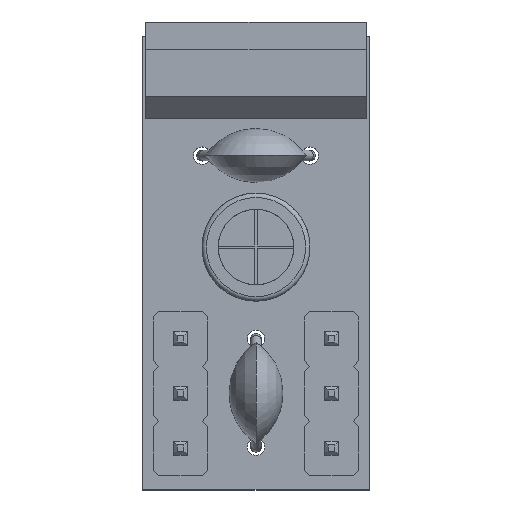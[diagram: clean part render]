
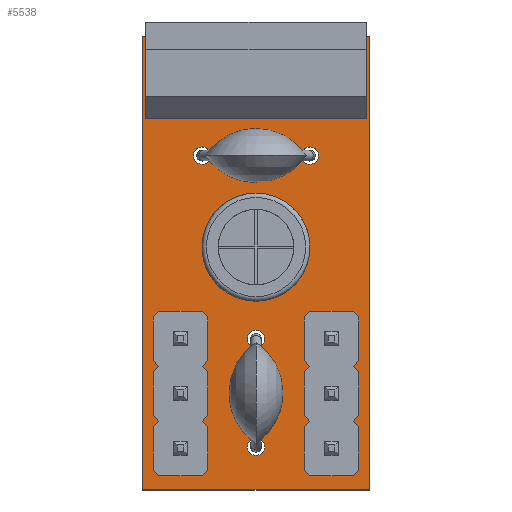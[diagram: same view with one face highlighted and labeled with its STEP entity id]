
A CAD part, top view. The second image highlights one B-rep face of the part: STEP entity #5538.
In plain terms, the highlighted planar face has unit normal (0, 0, 1).
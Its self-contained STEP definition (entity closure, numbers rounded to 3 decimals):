
#5261 = VERTEX_POINT('',#5262);
#5262 = CARTESIAN_POINT('',(125.5,-50.5,1.51));
#5268 = EDGE_CURVE('',#5261,#5269,#5271,.T.);
#5269 = VERTEX_POINT('',#5270);
#5270 = CARTESIAN_POINT('',(115.,-50.5,1.51));
#5271 = LINE('',#5272,#5273);
#5272 = CARTESIAN_POINT('',(125.5,-50.5,1.51));
#5273 = VECTOR('',#5274,1.);
#5274 = DIRECTION('',(-1.,0.,0.));
#5301 = VERTEX_POINT('',#5302);
#5302 = CARTESIAN_POINT('',(125.5,-29.5,1.51));
#5308 = EDGE_CURVE('',#5301,#5261,#5309,.T.);
#5309 = LINE('',#5310,#5311);
#5310 = CARTESIAN_POINT('',(125.5,-29.5,1.51));
#5311 = VECTOR('',#5312,1.);
#5312 = DIRECTION('',(0.,-1.,0.));
#5330 = EDGE_CURVE('',#5269,#5331,#5333,.T.);
#5331 = VERTEX_POINT('',#5332);
#5332 = CARTESIAN_POINT('',(115.,-29.5,1.51));
#5333 = LINE('',#5334,#5335);
#5334 = CARTESIAN_POINT('',(115.,-50.5,1.51));
#5335 = VECTOR('',#5336,1.);
#5336 = DIRECTION('',(0.,1.,0.));
#5538 = ADVANCED_FACE('',(#5539,#5550,#5561,#5572,#5583,#5594,#5605,
    #5616,#5627,#5638,#5649,#5660,#5671,#5682,#5693,#5704),#5715,.T.);
#5539 = FACE_BOUND('',#5540,.T.);
#5540 = EDGE_LOOP('',(#5541,#5542,#5543,#5549));
#5541 = ORIENTED_EDGE('',*,*,#5268,.F.);
#5542 = ORIENTED_EDGE('',*,*,#5308,.F.);
#5543 = ORIENTED_EDGE('',*,*,#5544,.F.);
#5544 = EDGE_CURVE('',#5331,#5301,#5545,.T.);
#5545 = LINE('',#5546,#5547);
#5546 = CARTESIAN_POINT('',(115.,-29.5,1.51));
#5547 = VECTOR('',#5548,1.);
#5548 = DIRECTION('',(1.,0.,0.));
#5549 = ORIENTED_EDGE('',*,*,#5330,.F.);
#5550 = FACE_BOUND('',#5551,.T.);
#5551 = EDGE_LOOP('',(#5552));
#5552 = ORIENTED_EDGE('',*,*,#5553,.T.);
#5553 = EDGE_CURVE('',#5554,#5554,#5556,.T.);
#5554 = VERTEX_POINT('',#5555);
#5555 = CARTESIAN_POINT('',(116.75,-49.08,1.51));
#5556 = CIRCLE('',#5557,0.5);
#5557 = AXIS2_PLACEMENT_3D('',#5558,#5559,#5560);
#5558 = CARTESIAN_POINT('',(116.75,-48.58,1.51));
#5559 = DIRECTION('',(-0.,0.,-1.));
#5560 = DIRECTION('',(-0.,-1.,0.));
#5561 = FACE_BOUND('',#5562,.T.);
#5562 = EDGE_LOOP('',(#5563));
#5563 = ORIENTED_EDGE('',*,*,#5564,.T.);
#5564 = EDGE_CURVE('',#5565,#5565,#5567,.T.);
#5565 = VERTEX_POINT('',#5566);
#5566 = CARTESIAN_POINT('',(116.75,-46.54,1.51));
#5567 = CIRCLE('',#5568,0.5);
#5568 = AXIS2_PLACEMENT_3D('',#5569,#5570,#5571);
#5569 = CARTESIAN_POINT('',(116.75,-46.04,1.51));
#5570 = DIRECTION('',(-0.,0.,-1.));
#5571 = DIRECTION('',(-0.,-1.,0.));
#5572 = FACE_BOUND('',#5573,.T.);
#5573 = EDGE_LOOP('',(#5574));
#5574 = ORIENTED_EDGE('',*,*,#5575,.T.);
#5575 = EDGE_CURVE('',#5576,#5576,#5578,.T.);
#5576 = VERTEX_POINT('',#5577);
#5577 = CARTESIAN_POINT('',(116.75,-44.,1.51));
#5578 = CIRCLE('',#5579,0.5);
#5579 = AXIS2_PLACEMENT_3D('',#5580,#5581,#5582);
#5580 = CARTESIAN_POINT('',(116.75,-43.5,1.51));
#5581 = DIRECTION('',(-0.,0.,-1.));
#5582 = DIRECTION('',(-0.,-1.,0.));
#5583 = FACE_BOUND('',#5584,.T.);
#5584 = EDGE_LOOP('',(#5585));
#5585 = ORIENTED_EDGE('',*,*,#5586,.T.);
#5586 = EDGE_CURVE('',#5587,#5587,#5589,.T.);
#5587 = VERTEX_POINT('',#5588);
#5588 = CARTESIAN_POINT('',(120.25,-48.9,1.51));
#5589 = CIRCLE('',#5590,0.4);
#5590 = AXIS2_PLACEMENT_3D('',#5591,#5592,#5593);
#5591 = CARTESIAN_POINT('',(120.25,-48.5,1.51));
#5592 = DIRECTION('',(-0.,0.,-1.));
#5593 = DIRECTION('',(-0.,-1.,0.));
#5594 = FACE_BOUND('',#5595,.T.);
#5595 = EDGE_LOOP('',(#5596));
#5596 = ORIENTED_EDGE('',*,*,#5597,.T.);
#5597 = EDGE_CURVE('',#5598,#5598,#5600,.T.);
#5598 = VERTEX_POINT('',#5599);
#5599 = CARTESIAN_POINT('',(123.75,-49.08,1.51));
#5600 = CIRCLE('',#5601,0.5);
#5601 = AXIS2_PLACEMENT_3D('',#5602,#5603,#5604);
#5602 = CARTESIAN_POINT('',(123.75,-48.58,1.51));
#5603 = DIRECTION('',(-0.,0.,-1.));
#5604 = DIRECTION('',(-0.,-1.,0.));
#5605 = FACE_BOUND('',#5606,.T.);
#5606 = EDGE_LOOP('',(#5607));
#5607 = ORIENTED_EDGE('',*,*,#5608,.T.);
#5608 = EDGE_CURVE('',#5609,#5609,#5611,.T.);
#5609 = VERTEX_POINT('',#5610);
#5610 = CARTESIAN_POINT('',(123.75,-46.54,1.51));
#5611 = CIRCLE('',#5612,0.5);
#5612 = AXIS2_PLACEMENT_3D('',#5613,#5614,#5615);
#5613 = CARTESIAN_POINT('',(123.75,-46.04,1.51));
#5614 = DIRECTION('',(-0.,0.,-1.));
#5615 = DIRECTION('',(-0.,-1.,0.));
#5616 = FACE_BOUND('',#5617,.T.);
#5617 = EDGE_LOOP('',(#5618));
#5618 = ORIENTED_EDGE('',*,*,#5619,.T.);
#5619 = EDGE_CURVE('',#5620,#5620,#5622,.T.);
#5620 = VERTEX_POINT('',#5621);
#5621 = CARTESIAN_POINT('',(120.25,-43.9,1.51));
#5622 = CIRCLE('',#5623,0.4);
#5623 = AXIS2_PLACEMENT_3D('',#5624,#5625,#5626);
#5624 = CARTESIAN_POINT('',(120.25,-43.5,1.51));
#5625 = DIRECTION('',(-0.,0.,-1.));
#5626 = DIRECTION('',(-0.,-1.,0.));
#5627 = FACE_BOUND('',#5628,.T.);
#5628 = EDGE_LOOP('',(#5629));
#5629 = ORIENTED_EDGE('',*,*,#5630,.T.);
#5630 = EDGE_CURVE('',#5631,#5631,#5633,.T.);
#5631 = VERTEX_POINT('',#5632);
#5632 = CARTESIAN_POINT('',(123.75,-44.,1.51));
#5633 = CIRCLE('',#5634,0.5);
#5634 = AXIS2_PLACEMENT_3D('',#5635,#5636,#5637);
#5635 = CARTESIAN_POINT('',(123.75,-43.5,1.51));
#5636 = DIRECTION('',(-0.,0.,-1.));
#5637 = DIRECTION('',(-0.,-1.,0.));
#5638 = FACE_BOUND('',#5639,.T.);
#5639 = EDGE_LOOP('',(#5640));
#5640 = ORIENTED_EDGE('',*,*,#5641,.T.);
#5641 = EDGE_CURVE('',#5642,#5642,#5644,.T.);
#5642 = VERTEX_POINT('',#5643);
#5643 = CARTESIAN_POINT('',(119.25,-39.55,1.51));
#5644 = CIRCLE('',#5645,0.3);
#5645 = AXIS2_PLACEMENT_3D('',#5646,#5647,#5648);
#5646 = CARTESIAN_POINT('',(119.25,-39.25,1.51));
#5647 = DIRECTION('',(-0.,0.,-1.));
#5648 = DIRECTION('',(-0.,-1.,0.));
#5649 = FACE_BOUND('',#5650,.T.);
#5650 = EDGE_LOOP('',(#5651));
#5651 = ORIENTED_EDGE('',*,*,#5652,.T.);
#5652 = EDGE_CURVE('',#5653,#5653,#5655,.T.);
#5653 = VERTEX_POINT('',#5654);
#5654 = CARTESIAN_POINT('',(117.75,-35.4,1.51));
#5655 = CIRCLE('',#5656,0.4);
#5656 = AXIS2_PLACEMENT_3D('',#5657,#5658,#5659);
#5657 = CARTESIAN_POINT('',(117.75,-35.,1.51));
#5658 = DIRECTION('',(-0.,0.,-1.));
#5659 = DIRECTION('',(-0.,-1.,0.));
#5660 = FACE_BOUND('',#5661,.T.);
#5661 = EDGE_LOOP('',(#5662));
#5662 = ORIENTED_EDGE('',*,*,#5663,.T.);
#5663 = EDGE_CURVE('',#5664,#5664,#5666,.T.);
#5664 = VERTEX_POINT('',#5665);
#5665 = CARTESIAN_POINT('',(117.711,-32.55,1.51));
#5666 = CIRCLE('',#5667,0.55);
#5667 = AXIS2_PLACEMENT_3D('',#5668,#5669,#5670);
#5668 = CARTESIAN_POINT('',(117.711,-32.,1.51));
#5669 = DIRECTION('',(-0.,0.,-1.));
#5670 = DIRECTION('',(-0.,-1.,0.));
#5671 = FACE_BOUND('',#5672,.T.);
#5672 = EDGE_LOOP('',(#5673));
#5673 = ORIENTED_EDGE('',*,*,#5674,.T.);
#5674 = EDGE_CURVE('',#5675,#5675,#5677,.T.);
#5675 = VERTEX_POINT('',#5676);
#5676 = CARTESIAN_POINT('',(121.25,-39.55,1.51));
#5677 = CIRCLE('',#5678,0.3);
#5678 = AXIS2_PLACEMENT_3D('',#5679,#5680,#5681);
#5679 = CARTESIAN_POINT('',(121.25,-39.25,1.51));
#5680 = DIRECTION('',(-0.,0.,-1.));
#5681 = DIRECTION('',(-0.,-1.,0.));
#5682 = FACE_BOUND('',#5683,.T.);
#5683 = EDGE_LOOP('',(#5684));
#5684 = ORIENTED_EDGE('',*,*,#5685,.T.);
#5685 = EDGE_CURVE('',#5686,#5686,#5688,.T.);
#5686 = VERTEX_POINT('',#5687);
#5687 = CARTESIAN_POINT('',(120.251,-32.55,1.51));
#5688 = CIRCLE('',#5689,0.55);
#5689 = AXIS2_PLACEMENT_3D('',#5690,#5691,#5692);
#5690 = CARTESIAN_POINT('',(120.251,-32.,1.51));
#5691 = DIRECTION('',(-0.,0.,-1.));
#5692 = DIRECTION('',(-0.,-1.,0.));
#5693 = FACE_BOUND('',#5694,.T.);
#5694 = EDGE_LOOP('',(#5695));
#5695 = ORIENTED_EDGE('',*,*,#5696,.T.);
#5696 = EDGE_CURVE('',#5697,#5697,#5699,.T.);
#5697 = VERTEX_POINT('',#5698);
#5698 = CARTESIAN_POINT('',(122.75,-35.4,1.51));
#5699 = CIRCLE('',#5700,0.4);
#5700 = AXIS2_PLACEMENT_3D('',#5701,#5702,#5703);
#5701 = CARTESIAN_POINT('',(122.75,-35.,1.51));
#5702 = DIRECTION('',(-0.,0.,-1.));
#5703 = DIRECTION('',(-0.,-1.,0.));
#5704 = FACE_BOUND('',#5705,.T.);
#5705 = EDGE_LOOP('',(#5706));
#5706 = ORIENTED_EDGE('',*,*,#5707,.T.);
#5707 = EDGE_CURVE('',#5708,#5708,#5710,.T.);
#5708 = VERTEX_POINT('',#5709);
#5709 = CARTESIAN_POINT('',(122.791,-32.55,1.51));
#5710 = CIRCLE('',#5711,0.55);
#5711 = AXIS2_PLACEMENT_3D('',#5712,#5713,#5714);
#5712 = CARTESIAN_POINT('',(122.791,-32.,1.51));
#5713 = DIRECTION('',(-0.,0.,-1.));
#5714 = DIRECTION('',(-0.,-1.,0.));
#5715 = PLANE('',#5716);
#5716 = AXIS2_PLACEMENT_3D('',#5717,#5718,#5719);
#5717 = CARTESIAN_POINT('',(0.,0.,1.51));
#5718 = DIRECTION('',(0.,0.,1.));
#5719 = DIRECTION('',(1.,0.,-0.));
